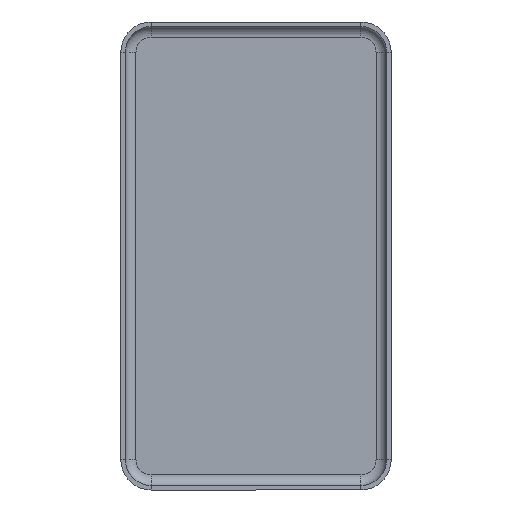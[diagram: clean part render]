
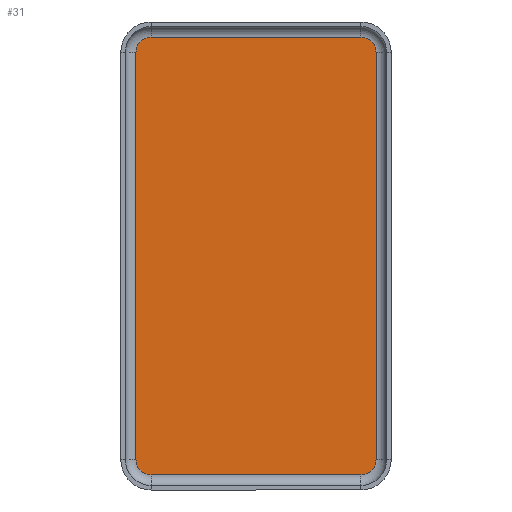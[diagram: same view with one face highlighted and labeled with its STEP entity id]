
A CAD part, front view. The second image highlights one B-rep face of the part: STEP entity #31.
In plain terms, the highlighted planar face has unit normal (0, -1, 0).
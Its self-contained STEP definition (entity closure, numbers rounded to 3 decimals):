
#3 = AXIS2_PLACEMENT_3D ( 'NONE', #483, #840, #1020 ) ;
#5 = AXIS2_PLACEMENT_3D ( 'NONE', #995, #360, #1083 ) ;
#31 = ADVANCED_FACE ( 'NONE', ( #1110 ), #297, .T. ) ;
#46 = VERTEX_POINT ( 'NONE', #917 ) ;
#56 = ORIENTED_EDGE ( 'NONE', *, *, #674, .F. ) ;
#60 = VERTEX_POINT ( 'NONE', #208 ) ;
#74 = CARTESIAN_POINT ( 'NONE',  ( 7.9, -0.3, 13.4 ) ) ;
#120 = EDGE_LOOP ( 'NONE', ( #239, #907, #684, #271, #691, #56, #750, #782 ) ) ;
#127 = EDGE_CURVE ( 'NONE', #1022, #1006, #1076, .T. ) ;
#128 = LINE ( 'NONE', #723, #341 ) ;
#167 = CARTESIAN_POINT ( 'NONE',  ( 6.9, -0.3, 13.4 ) ) ;
#208 = CARTESIAN_POINT ( 'NONE',  ( 6.9, -0.3, 14.4 ) ) ;
#209 = EDGE_CURVE ( 'NONE', #1049, #60, #935, .T. ) ;
#239 = ORIENTED_EDGE ( 'NONE', *, *, #1129, .F. ) ;
#241 = CARTESIAN_POINT ( 'NONE',  ( -6.9, -0.3, -14.4 ) ) ;
#251 = DIRECTION ( 'NONE',  ( 0., 0., 1. ) ) ;
#271 = ORIENTED_EDGE ( 'NONE', *, *, #1091, .F. ) ;
#282 = LINE ( 'NONE', #703, #675 ) ;
#292 = AXIS2_PLACEMENT_3D ( 'NONE', #303, #590, #857 ) ;
#297 = PLANE ( 'NONE',  #3 ) ;
#303 = CARTESIAN_POINT ( 'NONE',  ( -6.9, -0.3, -13.4 ) ) ;
#306 = VECTOR ( 'NONE', #889, 1000. ) ;
#312 = CIRCLE ( 'NONE', #5, 1. ) ;
#338 = DIRECTION ( 'NONE',  ( 0., 0., 1. ) ) ;
#341 = VECTOR ( 'NONE', #720, 1000. ) ;
#360 = DIRECTION ( 'NONE',  ( 0., 1., 0. ) ) ;
#373 = CIRCLE ( 'NONE', #426, 1. ) ;
#380 = VECTOR ( 'NONE', #843, 1000. ) ;
#426 = AXIS2_PLACEMENT_3D ( 'NONE', #167, #795, #251 ) ;
#437 = CARTESIAN_POINT ( 'NONE',  ( 6.9, -0.3, -14.4 ) ) ;
#440 = VERTEX_POINT ( 'NONE', #525 ) ;
#483 = CARTESIAN_POINT ( 'NONE',  ( 6.9, -0.3, 13.4 ) ) ;
#525 = CARTESIAN_POINT ( 'NONE',  ( 7.9, -0.3, -13.4 ) ) ;
#540 = CARTESIAN_POINT ( 'NONE',  ( 6.9, -0.3, -13.4 ) ) ;
#546 = DIRECTION ( 'NONE',  ( 0., 0., 1. ) ) ;
#548 = VERTEX_POINT ( 'NONE', #437 ) ;
#561 = EDGE_CURVE ( 'NONE', #46, #440, #881, .T. ) ;
#576 = CARTESIAN_POINT ( 'NONE',  ( -6.9, -0.3, 14.4 ) ) ;
#590 = DIRECTION ( 'NONE',  ( 0., 1., 0. ) ) ;
#621 = AXIS2_PLACEMENT_3D ( 'NONE', #540, #896, #546 ) ;
#635 = CARTESIAN_POINT ( 'NONE',  ( -6.9, -0.3, 14.4 ) ) ;
#674 = EDGE_CURVE ( 'NONE', #548, #1022, #128, .T. ) ;
#675 = VECTOR ( 'NONE', #338, 1000. ) ;
#684 = ORIENTED_EDGE ( 'NONE', *, *, #709, .F. ) ;
#685 = CARTESIAN_POINT ( 'NONE',  ( -7.9, -0.3, 13.4 ) ) ;
#691 = ORIENTED_EDGE ( 'NONE', *, *, #127, .F. ) ;
#693 = EDGE_CURVE ( 'NONE', #440, #548, #712, .T. ) ;
#703 = CARTESIAN_POINT ( 'NONE',  ( -7.9, -0.3, -13.4 ) ) ;
#709 = EDGE_CURVE ( 'NONE', #1003, #1049, #312, .T. ) ;
#712 = CIRCLE ( 'NONE', #621, 1. ) ;
#720 = DIRECTION ( 'NONE',  ( -1., 0., 0. ) ) ;
#723 = CARTESIAN_POINT ( 'NONE',  ( 6.9, -0.3, -14.4 ) ) ;
#750 = ORIENTED_EDGE ( 'NONE', *, *, #693, .F. ) ;
#782 = ORIENTED_EDGE ( 'NONE', *, *, #561, .F. ) ;
#795 = DIRECTION ( 'NONE',  ( 0., 1., 0. ) ) ;
#840 = DIRECTION ( 'NONE',  ( 0., -1., 0. ) ) ;
#843 = DIRECTION ( 'NONE',  ( 1., 0., 0. ) ) ;
#857 = DIRECTION ( 'NONE',  ( 0., 0., 1. ) ) ;
#868 = CARTESIAN_POINT ( 'NONE',  ( -7.9, -0.3, -13.4 ) ) ;
#881 = LINE ( 'NONE', #74, #306 ) ;
#889 = DIRECTION ( 'NONE',  ( 0., 0., -1. ) ) ;
#896 = DIRECTION ( 'NONE',  ( 0., 1., 0. ) ) ;
#907 = ORIENTED_EDGE ( 'NONE', *, *, #209, .F. ) ;
#917 = CARTESIAN_POINT ( 'NONE',  ( 7.9, -0.3, 13.4 ) ) ;
#935 = LINE ( 'NONE', #576, #380 ) ;
#995 = CARTESIAN_POINT ( 'NONE',  ( -6.9, -0.3, 13.4 ) ) ;
#1003 = VERTEX_POINT ( 'NONE', #685 ) ;
#1006 = VERTEX_POINT ( 'NONE', #868 ) ;
#1020 = DIRECTION ( 'NONE',  ( 0., 0., -1. ) ) ;
#1022 = VERTEX_POINT ( 'NONE', #241 ) ;
#1049 = VERTEX_POINT ( 'NONE', #635 ) ;
#1076 = CIRCLE ( 'NONE', #292, 1. ) ;
#1083 = DIRECTION ( 'NONE',  ( 0., 0., 1. ) ) ;
#1091 = EDGE_CURVE ( 'NONE', #1006, #1003, #282, .T. ) ;
#1110 = FACE_OUTER_BOUND ( 'NONE', #120, .T. ) ;
#1129 = EDGE_CURVE ( 'NONE', #60, #46, #373, .T. ) ;
